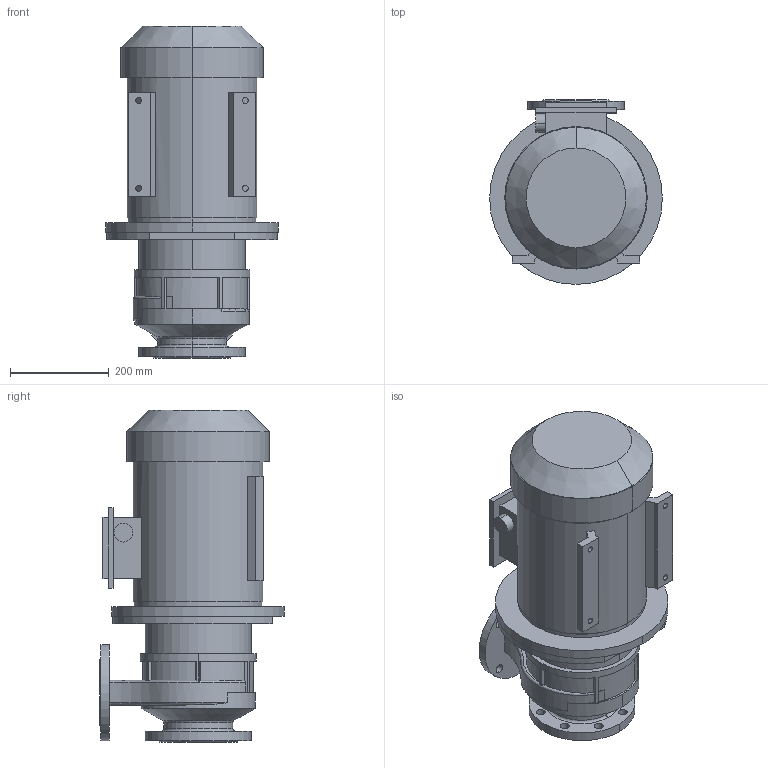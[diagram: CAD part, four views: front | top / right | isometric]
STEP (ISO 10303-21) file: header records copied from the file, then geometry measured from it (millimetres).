
FILE_DESCRIPTION (( 'STEP AP214' ), '1' );
FILE_NAME ('帎100-80-160趌2.STEP', '2012-07-31T03:17:03', ( 'referent' ), ( '' ), 'SwSTEP 2.0', 'SolidWorks 2012', '' );
FILE_SCHEMA (( 'AUTOMOTIVE_DESIGN' ));
Length unit declared in the file: millimetre
Products named in the file (1): 帎100-80-160趌2
Bounding box: 350 x 375 x 673 mm (x, y, z)
Volume: 34633416.4 mm3; surface area: 1314201.8 mm2
Topology: 2 solids, 2 shells, 182 faces, 484 edges, 318 vertices
Faces by surface type: plane 85, cylinder 75, cone 10, torus 8, bspline 4
Entity records: 9029 total; most frequent: CARTESIAN_POINT 2260, DIRECTION 1023, ORIENTED_EDGE 968, EDGE_CURVE 484, AXIS2_PLACEMENT_3D 397, VERTEX_POINT 318, LINE 229, VECTOR 229
